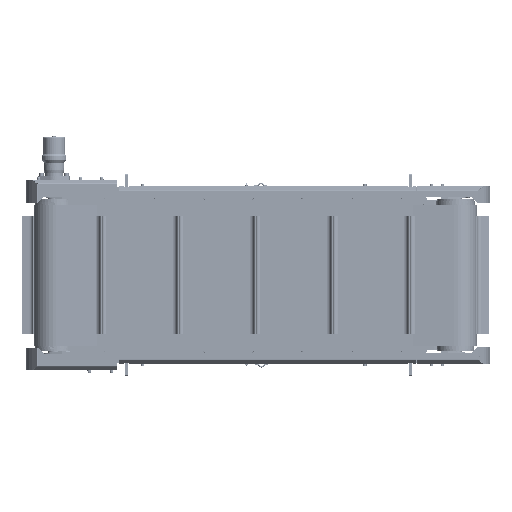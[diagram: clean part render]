
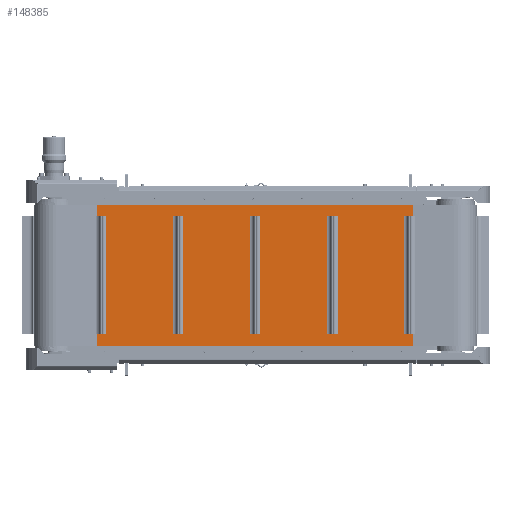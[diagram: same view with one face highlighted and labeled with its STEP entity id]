
A CAD part, left-side view. The second image highlights one B-rep face of the part: STEP entity #148385.
In plain terms, the highlighted planar face has unit normal (-1, 0, 0).
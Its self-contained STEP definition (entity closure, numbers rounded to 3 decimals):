
#4096=FACE_BOUND('',#48646,.T.);
#4097=FACE_BOUND('',#48647,.T.);
#4098=FACE_BOUND('',#48648,.T.);
#4935=LINE('',#203135,#17391);
#5744=LINE('',#207007,#18200);
#15649=LINE('',#255423,#28105);
#15650=LINE('',#255425,#28106);
#15787=LINE('',#255763,#28243);
#15788=LINE('',#255764,#28244);
#15789=LINE('',#255766,#28245);
#15790=LINE('',#255768,#28246);
#15791=LINE('',#255769,#28247);
#15792=LINE('',#255771,#28248);
#15793=LINE('',#255773,#28249);
#15794=LINE('',#255774,#28250);
#15795=LINE('',#255777,#28251);
#15796=LINE('',#255779,#28252);
#15797=LINE('',#255781,#28253);
#15798=LINE('',#255782,#28254);
#15799=LINE('',#255785,#28255);
#15800=LINE('',#255787,#28256);
#15801=LINE('',#255789,#28257);
#15802=LINE('',#255790,#28258);
#15803=LINE('',#255793,#28259);
#15804=LINE('',#255795,#28260);
#15805=LINE('',#255797,#28261);
#15806=LINE('',#255798,#28262);
#17391=VECTOR('',#164452,10.);
#18200=VECTOR('',#166517,10.);
#28105=VECTOR('',#193694,10.);
#28106=VECTOR('',#193695,10.);
#28243=VECTOR('',#194028,10.);
#28244=VECTOR('',#194029,10.);
#28245=VECTOR('',#194030,10.);
#28246=VECTOR('',#194031,10.);
#28247=VECTOR('',#194032,10.);
#28248=VECTOR('',#194033,10.);
#28249=VECTOR('',#194034,10.);
#28250=VECTOR('',#194035,10.);
#28251=VECTOR('',#194036,10.);
#28252=VECTOR('',#194037,10.);
#28253=VECTOR('',#194038,10.);
#28254=VECTOR('',#194039,10.);
#28255=VECTOR('',#194040,10.);
#28256=VECTOR('',#194041,10.);
#28257=VECTOR('',#194042,10.);
#28258=VECTOR('',#194043,10.);
#28259=VECTOR('',#194044,10.);
#28260=VECTOR('',#194045,10.);
#28261=VECTOR('',#194046,10.);
#28262=VECTOR('',#194047,10.);
#39777=FACE_OUTER_BOUND('',#48645,.T.);
#48645=EDGE_LOOP('',(#125391,#125392,#125393,#125394,#125395,#125396,#125397,
#125398,#125399,#125400,#125401,#125402));
#48646=EDGE_LOOP('',(#125403,#125404,#125405,#125406));
#48647=EDGE_LOOP('',(#125407,#125408,#125409,#125410));
#48648=EDGE_LOOP('',(#125411,#125412,#125413,#125414));
#55316=VERTEX_POINT('',#203133);
#55317=VERTEX_POINT('',#203134);
#56055=VERTEX_POINT('',#207005);
#56056=VERTEX_POINT('',#207006);
#66176=VERTEX_POINT('',#255421);
#66177=VERTEX_POINT('',#255424);
#66279=VERTEX_POINT('',#255761);
#66280=VERTEX_POINT('',#255762);
#66281=VERTEX_POINT('',#255765);
#66282=VERTEX_POINT('',#255767);
#66283=VERTEX_POINT('',#255770);
#66284=VERTEX_POINT('',#255772);
#66285=VERTEX_POINT('',#255775);
#66286=VERTEX_POINT('',#255776);
#66287=VERTEX_POINT('',#255778);
#66288=VERTEX_POINT('',#255780);
#66289=VERTEX_POINT('',#255783);
#66290=VERTEX_POINT('',#255784);
#66291=VERTEX_POINT('',#255786);
#66292=VERTEX_POINT('',#255788);
#66293=VERTEX_POINT('',#255791);
#66294=VERTEX_POINT('',#255792);
#66295=VERTEX_POINT('',#255794);
#66296=VERTEX_POINT('',#255796);
#69105=EDGE_CURVE('',#55316,#55317,#4935,.T.);
#70222=EDGE_CURVE('',#56055,#56056,#5744,.T.);
#86072=EDGE_CURVE('',#55316,#66176,#15649,.T.);
#86073=EDGE_CURVE('',#66177,#56056,#15650,.T.);
#86238=EDGE_CURVE('',#66279,#66280,#15787,.T.);
#86239=EDGE_CURVE('',#66280,#55317,#15788,.T.);
#86240=EDGE_CURVE('',#66176,#66281,#15789,.T.);
#86241=EDGE_CURVE('',#66281,#66282,#15790,.T.);
#86242=EDGE_CURVE('',#66282,#66177,#15791,.T.);
#86243=EDGE_CURVE('',#56055,#66283,#15792,.T.);
#86244=EDGE_CURVE('',#66283,#66284,#15793,.T.);
#86245=EDGE_CURVE('',#66284,#66279,#15794,.T.);
#86246=EDGE_CURVE('',#66285,#66286,#15795,.T.);
#86247=EDGE_CURVE('',#66286,#66287,#15796,.T.);
#86248=EDGE_CURVE('',#66287,#66288,#15797,.T.);
#86249=EDGE_CURVE('',#66288,#66285,#15798,.T.);
#86250=EDGE_CURVE('',#66289,#66290,#15799,.T.);
#86251=EDGE_CURVE('',#66290,#66291,#15800,.T.);
#86252=EDGE_CURVE('',#66291,#66292,#15801,.T.);
#86253=EDGE_CURVE('',#66292,#66289,#15802,.T.);
#86254=EDGE_CURVE('',#66293,#66294,#15803,.T.);
#86255=EDGE_CURVE('',#66294,#66295,#15804,.T.);
#86256=EDGE_CURVE('',#66295,#66296,#15805,.T.);
#86257=EDGE_CURVE('',#66296,#66293,#15806,.T.);
#125391=ORIENTED_EDGE('',*,*,#86238,.T.);
#125392=ORIENTED_EDGE('',*,*,#86239,.T.);
#125393=ORIENTED_EDGE('',*,*,#69105,.F.);
#125394=ORIENTED_EDGE('',*,*,#86072,.T.);
#125395=ORIENTED_EDGE('',*,*,#86240,.T.);
#125396=ORIENTED_EDGE('',*,*,#86241,.T.);
#125397=ORIENTED_EDGE('',*,*,#86242,.T.);
#125398=ORIENTED_EDGE('',*,*,#86073,.T.);
#125399=ORIENTED_EDGE('',*,*,#70222,.F.);
#125400=ORIENTED_EDGE('',*,*,#86243,.T.);
#125401=ORIENTED_EDGE('',*,*,#86244,.T.);
#125402=ORIENTED_EDGE('',*,*,#86245,.T.);
#125403=ORIENTED_EDGE('',*,*,#86246,.T.);
#125404=ORIENTED_EDGE('',*,*,#86247,.T.);
#125405=ORIENTED_EDGE('',*,*,#86248,.T.);
#125406=ORIENTED_EDGE('',*,*,#86249,.T.);
#125407=ORIENTED_EDGE('',*,*,#86250,.T.);
#125408=ORIENTED_EDGE('',*,*,#86251,.T.);
#125409=ORIENTED_EDGE('',*,*,#86252,.T.);
#125410=ORIENTED_EDGE('',*,*,#86253,.T.);
#125411=ORIENTED_EDGE('',*,*,#86254,.T.);
#125412=ORIENTED_EDGE('',*,*,#86255,.T.);
#125413=ORIENTED_EDGE('',*,*,#86256,.T.);
#125414=ORIENTED_EDGE('',*,*,#86257,.T.);
#133307=PLANE('',#159809);
#148385=ADVANCED_FACE('',(#39777,#4096,#4097,#4098),#133307,.T.);
#159809=AXIS2_PLACEMENT_3D('',#255760,#194026,#194027);
#164452=DIRECTION('',(0.,-1.,0.));
#166517=DIRECTION('',(0.,1.,0.));
#193694=DIRECTION('',(0.,0.,-1.));
#193695=DIRECTION('',(0.,0.,-1.));
#194026=DIRECTION('center_axis',(-1.,0.,0.));
#194027=DIRECTION('ref_axis',(0.,-1.,0.));
#194028=DIRECTION('',(0.,-1.,0.));
#194029=DIRECTION('',(0.,0.,1.));
#194030=DIRECTION('',(0.,-1.,0.));
#194031=DIRECTION('',(0.,0.,-1.));
#194032=DIRECTION('',(0.,1.,0.));
#194033=DIRECTION('',(0.,0.,1.));
#194034=DIRECTION('',(0.,1.,0.));
#194035=DIRECTION('',(0.,0.,1.));
#194036=DIRECTION('',(0.,1.,0.));
#194037=DIRECTION('',(0.,0.,1.));
#194038=DIRECTION('',(0.,-1.,0.));
#194039=DIRECTION('',(0.,0.,-1.));
#194040=DIRECTION('',(0.,1.,0.));
#194041=DIRECTION('',(0.,0.,1.));
#194042=DIRECTION('',(0.,-1.,0.));
#194043=DIRECTION('',(0.,0.,-1.));
#194044=DIRECTION('',(0.,1.,0.));
#194045=DIRECTION('',(0.,0.,1.));
#194046=DIRECTION('',(0.,-1.,0.));
#194047=DIRECTION('',(0.,0.,-1.));
#203133=CARTESIAN_POINT('',(-157.35,640.101,300.));
#203134=CARTESIAN_POINT('',(-157.35,-702.901,300.));
#203135=CARTESIAN_POINT('',(-157.35,640.101,300.));
#207005=CARTESIAN_POINT('',(-157.35,-702.901,-300.));
#207006=CARTESIAN_POINT('',(-157.35,640.101,-300.));
#207007=CARTESIAN_POINT('',(-157.35,640.101,-300.));
#255421=CARTESIAN_POINT('',(-157.35,640.101,250.));
#255423=CARTESIAN_POINT('',(-157.35,640.101,0.));
#255424=CARTESIAN_POINT('',(-157.35,640.101,-250.));
#255425=CARTESIAN_POINT('',(-157.35,640.101,0.));
#255760=CARTESIAN_POINT('Origin',(-157.35,640.101,0.));
#255761=CARTESIAN_POINT('',(-157.35,-663.9,250.));
#255762=CARTESIAN_POINT('',(-157.35,-702.901,250.));
#255763=CARTESIAN_POINT('',(-157.35,-22.9,250.));
#255764=CARTESIAN_POINT('',(-157.35,-702.901,0.));
#255765=CARTESIAN_POINT('',(-157.35,601.129,250.));
#255766=CARTESIAN_POINT('',(-157.35,631.615,250.));
#255767=CARTESIAN_POINT('',(-157.35,601.129,-250.));
#255768=CARTESIAN_POINT('',(-157.35,601.129,0.));
#255769=CARTESIAN_POINT('',(-157.35,631.615,-250.));
#255770=CARTESIAN_POINT('',(-157.35,-702.901,-250.));
#255771=CARTESIAN_POINT('',(-157.35,-702.901,0.));
#255772=CARTESIAN_POINT('',(-157.35,-663.9,-250.));
#255773=CARTESIAN_POINT('',(-157.35,-22.9,-250.));
#255774=CARTESIAN_POINT('',(-157.35,-663.9,0.));
#255775=CARTESIAN_POINT('',(-157.35,-380.643,-250.));
#255776=CARTESIAN_POINT('',(-157.35,-336.643,-250.));
#255777=CARTESIAN_POINT('',(-157.35,140.729,-250.));
#255778=CARTESIAN_POINT('',(-157.35,-336.643,250.));
#255779=CARTESIAN_POINT('',(-157.35,-336.643,0.));
#255780=CARTESIAN_POINT('',(-157.35,-380.643,250.));
#255781=CARTESIAN_POINT('',(-157.35,140.729,250.));
#255782=CARTESIAN_POINT('',(-157.35,-380.643,0.));
#255783=CARTESIAN_POINT('',(-157.35,-53.385,-250.));
#255784=CARTESIAN_POINT('',(-157.35,-9.385,-250.));
#255785=CARTESIAN_POINT('',(-157.35,304.358,-250.));
#255786=CARTESIAN_POINT('',(-157.35,-9.385,250.));
#255787=CARTESIAN_POINT('',(-157.35,-9.385,0.));
#255788=CARTESIAN_POINT('',(-157.35,-53.385,250.));
#255789=CARTESIAN_POINT('',(-157.35,304.358,250.));
#255790=CARTESIAN_POINT('',(-157.35,-53.385,0.));
#255791=CARTESIAN_POINT('',(-157.35,273.872,-250.));
#255792=CARTESIAN_POINT('',(-157.35,317.872,-250.));
#255793=CARTESIAN_POINT('',(-157.35,467.986,-250.));
#255794=CARTESIAN_POINT('',(-157.35,317.872,250.));
#255795=CARTESIAN_POINT('',(-157.35,317.872,0.));
#255796=CARTESIAN_POINT('',(-157.35,273.872,250.));
#255797=CARTESIAN_POINT('',(-157.35,467.986,250.));
#255798=CARTESIAN_POINT('',(-157.35,273.872,0.));
